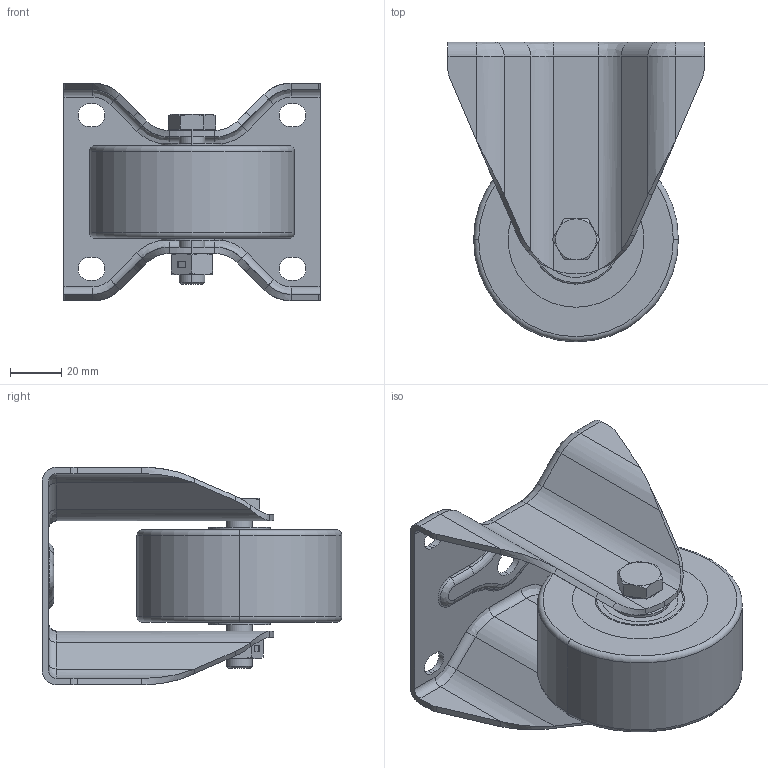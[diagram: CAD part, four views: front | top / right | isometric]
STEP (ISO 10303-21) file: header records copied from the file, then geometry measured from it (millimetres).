
FILE_DESCRIPTION (( 'STEP AP214' ), '1' );
FILE_NAME ('0047377.step', '2022-09-08T09:29:44', ( '' ), ( '' ), 'SwSTEP 2.0', 'SolidWorks 2020', '' );
FILE_SCHEMA (( 'AUTOMOTIVE_DESIGN' ));
Length unit declared in the file: millimetre
Products named in the file (1): 0047377
Bounding box: 100 x 117 x 85 mm (x, y, z)
Volume: 228862.9 mm3; surface area: 99297.1 mm2
Topology: 18 solids, 18 shells, 418 faces, 924 edges, 556 vertices
Faces by surface type: cylinder 166, plane 118, bspline 60, torus 42, cone 32
Entity records: 19833 total; most frequent: CARTESIAN_POINT 6071, DIRECTION 1848, ORIENTED_EDGE 1848, EDGE_CURVE 924, AXIS2_PLACEMENT_3D 753, VERTEX_POINT 556, EDGE_LOOP 478, UNCERTAINTY_MEASURE_WITH_UNIT 438
